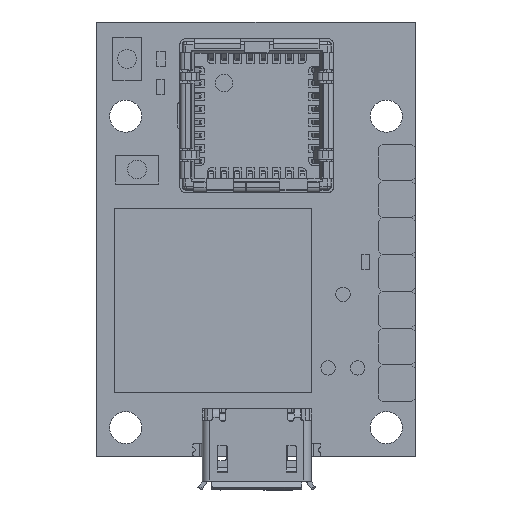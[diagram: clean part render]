
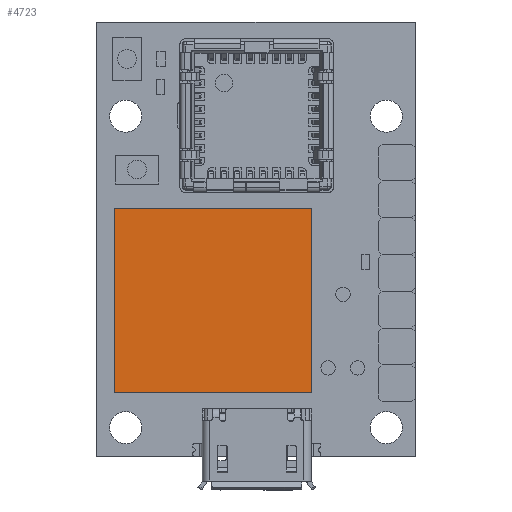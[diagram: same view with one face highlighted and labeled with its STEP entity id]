
A CAD part, top view. The second image highlights one B-rep face of the part: STEP entity #4723.
In plain terms, the highlighted planar face has unit normal (0, 0, 1).
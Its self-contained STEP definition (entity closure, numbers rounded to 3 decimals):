
#4409 = VERTEX_POINT('',#4410);
#4410 = CARTESIAN_POINT('',(-6.83,-6.35,0.038));
#4417 = PLANE('',#4418);
#4418 = AXIS2_PLACEMENT_3D('',#4419,#4420,#4421);
#4419 = CARTESIAN_POINT('',(-6.83,-6.35,0.));
#4420 = DIRECTION('',(-1.,0.,0.));
#4421 = DIRECTION('',(0.,1.,0.));
#4429 = PLANE('',#4430);
#4430 = AXIS2_PLACEMENT_3D('',#4431,#4432,#4433);
#4431 = CARTESIAN_POINT('',(6.83,-6.35,0.));
#4432 = DIRECTION('',(0.,-1.,0.));
#4433 = DIRECTION('',(-1.,0.,0.));
#4441 = EDGE_CURVE('',#4409,#4442,#4444,.T.);
#4442 = VERTEX_POINT('',#4443);
#4443 = CARTESIAN_POINT('',(-6.83,6.35,0.038));
#4444 = SURFACE_CURVE('',#4445,(#4449,#4456),.PCURVE_S1.);
#4445 = LINE('',#4446,#4447);
#4446 = CARTESIAN_POINT('',(-6.83,-6.35,0.038));
#4447 = VECTOR('',#4448,1.);
#4448 = DIRECTION('',(0.,1.,0.));
#4449 = PCURVE('',#4417,#4450);
#4450 = DEFINITIONAL_REPRESENTATION('',(#4451),#4455);
#4451 = LINE('',#4452,#4453);
#4452 = CARTESIAN_POINT('',(0.,-0.038));
#4453 = VECTOR('',#4454,1.);
#4454 = DIRECTION('',(1.,0.));
#4455 = ( GEOMETRIC_REPRESENTATION_CONTEXT(2) 
PARAMETRIC_REPRESENTATION_CONTEXT() REPRESENTATION_CONTEXT('2D SPACE',''
  ) );
#4456 = PCURVE('',#4457,#4462);
#4457 = PLANE('',#4458);
#4458 = AXIS2_PLACEMENT_3D('',#4459,#4460,#4461);
#4459 = CARTESIAN_POINT('',(-6.83,-6.35,0.038));
#4460 = DIRECTION('',(0.,0.,1.));
#4461 = DIRECTION('',(1.,0.,0.));
#4462 = DEFINITIONAL_REPRESENTATION('',(#4463),#4467);
#4463 = LINE('',#4464,#4465);
#4464 = CARTESIAN_POINT('',(0.,0.));
#4465 = VECTOR('',#4466,1.);
#4466 = DIRECTION('',(0.,1.));
#4467 = ( GEOMETRIC_REPRESENTATION_CONTEXT(2) 
PARAMETRIC_REPRESENTATION_CONTEXT() REPRESENTATION_CONTEXT('2D SPACE',''
  ) );
#4485 = PLANE('',#4486);
#4486 = AXIS2_PLACEMENT_3D('',#4487,#4488,#4489);
#4487 = CARTESIAN_POINT('',(-6.83,6.35,0.));
#4488 = DIRECTION('',(0.,1.,0.));
#4489 = DIRECTION('',(1.,0.,0.));
#4527 = EDGE_CURVE('',#4442,#4528,#4530,.T.);
#4528 = VERTEX_POINT('',#4529);
#4529 = CARTESIAN_POINT('',(6.83,6.35,0.038));
#4530 = SURFACE_CURVE('',#4531,(#4535,#4542),.PCURVE_S1.);
#4531 = LINE('',#4532,#4533);
#4532 = CARTESIAN_POINT('',(-6.83,6.35,0.038));
#4533 = VECTOR('',#4534,1.);
#4534 = DIRECTION('',(1.,0.,0.));
#4535 = PCURVE('',#4485,#4536);
#4536 = DEFINITIONAL_REPRESENTATION('',(#4537),#4541);
#4537 = LINE('',#4538,#4539);
#4538 = CARTESIAN_POINT('',(0.,-0.038));
#4539 = VECTOR('',#4540,1.);
#4540 = DIRECTION('',(1.,0.));
#4541 = ( GEOMETRIC_REPRESENTATION_CONTEXT(2) 
PARAMETRIC_REPRESENTATION_CONTEXT() REPRESENTATION_CONTEXT('2D SPACE',''
  ) );
#4542 = PCURVE('',#4457,#4543);
#4543 = DEFINITIONAL_REPRESENTATION('',(#4544),#4548);
#4544 = LINE('',#4545,#4546);
#4545 = CARTESIAN_POINT('',(0.,12.7));
#4546 = VECTOR('',#4547,1.);
#4547 = DIRECTION('',(1.,0.));
#4548 = ( GEOMETRIC_REPRESENTATION_CONTEXT(2) 
PARAMETRIC_REPRESENTATION_CONTEXT() REPRESENTATION_CONTEXT('2D SPACE',''
  ) );
#4566 = PLANE('',#4567);
#4567 = AXIS2_PLACEMENT_3D('',#4568,#4569,#4570);
#4568 = CARTESIAN_POINT('',(6.83,6.35,0.));
#4569 = DIRECTION('',(1.,0.,0.));
#4570 = DIRECTION('',(0.,-1.,0.));
#4603 = EDGE_CURVE('',#4528,#4604,#4606,.T.);
#4604 = VERTEX_POINT('',#4605);
#4605 = CARTESIAN_POINT('',(6.83,-6.35,0.038));
#4606 = SURFACE_CURVE('',#4607,(#4611,#4618),.PCURVE_S1.);
#4607 = LINE('',#4608,#4609);
#4608 = CARTESIAN_POINT('',(6.83,6.35,0.038));
#4609 = VECTOR('',#4610,1.);
#4610 = DIRECTION('',(0.,-1.,0.));
#4611 = PCURVE('',#4566,#4612);
#4612 = DEFINITIONAL_REPRESENTATION('',(#4613),#4617);
#4613 = LINE('',#4614,#4615);
#4614 = CARTESIAN_POINT('',(0.,-0.038));
#4615 = VECTOR('',#4616,1.);
#4616 = DIRECTION('',(1.,0.));
#4617 = ( GEOMETRIC_REPRESENTATION_CONTEXT(2) 
PARAMETRIC_REPRESENTATION_CONTEXT() REPRESENTATION_CONTEXT('2D SPACE',''
  ) );
#4618 = PCURVE('',#4457,#4619);
#4619 = DEFINITIONAL_REPRESENTATION('',(#4620),#4624);
#4620 = LINE('',#4621,#4622);
#4621 = CARTESIAN_POINT('',(13.66,12.7));
#4622 = VECTOR('',#4623,1.);
#4623 = DIRECTION('',(0.,-1.));
#4624 = ( GEOMETRIC_REPRESENTATION_CONTEXT(2) 
PARAMETRIC_REPRESENTATION_CONTEXT() REPRESENTATION_CONTEXT('2D SPACE',''
  ) );
#4674 = EDGE_CURVE('',#4604,#4409,#4675,.T.);
#4675 = SURFACE_CURVE('',#4676,(#4680,#4687),.PCURVE_S1.);
#4676 = LINE('',#4677,#4678);
#4677 = CARTESIAN_POINT('',(6.83,-6.35,0.038));
#4678 = VECTOR('',#4679,1.);
#4679 = DIRECTION('',(-1.,0.,0.));
#4680 = PCURVE('',#4429,#4681);
#4681 = DEFINITIONAL_REPRESENTATION('',(#4682),#4686);
#4682 = LINE('',#4683,#4684);
#4683 = CARTESIAN_POINT('',(0.,-0.038));
#4684 = VECTOR('',#4685,1.);
#4685 = DIRECTION('',(1.,0.));
#4686 = ( GEOMETRIC_REPRESENTATION_CONTEXT(2) 
PARAMETRIC_REPRESENTATION_CONTEXT() REPRESENTATION_CONTEXT('2D SPACE',''
  ) );
#4687 = PCURVE('',#4457,#4688);
#4688 = DEFINITIONAL_REPRESENTATION('',(#4689),#4693);
#4689 = LINE('',#4690,#4691);
#4690 = CARTESIAN_POINT('',(13.66,0.));
#4691 = VECTOR('',#4692,1.);
#4692 = DIRECTION('',(-1.,0.));
#4693 = ( GEOMETRIC_REPRESENTATION_CONTEXT(2) 
PARAMETRIC_REPRESENTATION_CONTEXT() REPRESENTATION_CONTEXT('2D SPACE',''
  ) );
#4723 = ADVANCED_FACE('',(#4724),#4457,.T.);
#4724 = FACE_BOUND('',#4725,.F.);
#4725 = EDGE_LOOP('',(#4726,#4727,#4728,#4729));
#4726 = ORIENTED_EDGE('',*,*,#4441,.T.);
#4727 = ORIENTED_EDGE('',*,*,#4527,.T.);
#4728 = ORIENTED_EDGE('',*,*,#4603,.T.);
#4729 = ORIENTED_EDGE('',*,*,#4674,.T.);
